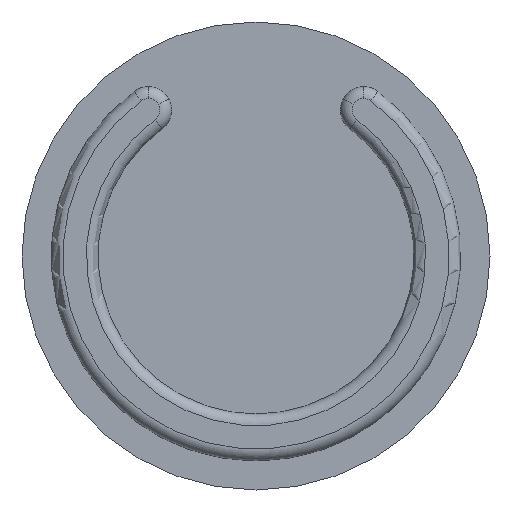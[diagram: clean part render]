
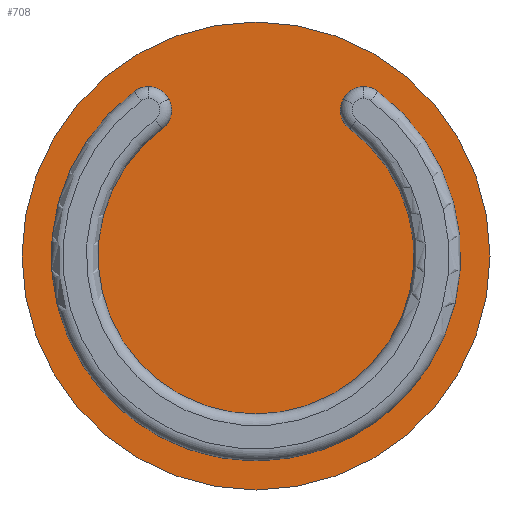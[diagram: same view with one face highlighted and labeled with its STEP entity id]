
A CAD part, front view. The second image highlights one B-rep face of the part: STEP entity #708.
In plain terms, the highlighted planar face has unit normal (0, -1, 0).
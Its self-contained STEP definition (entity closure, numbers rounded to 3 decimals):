
#3 = ORIENTED_EDGE ( 'NONE', *, *, #31, .T. ) ;
#22 = DIRECTION ( 'NONE',  ( 0., -1., 0. ) ) ;
#31 = EDGE_CURVE ( 'NONE', #85, #538, #269, .T. ) ;
#44 = DIRECTION ( 'NONE',  ( 0., 0., 1. ) ) ;
#45 = ORIENTED_EDGE ( 'NONE', *, *, #617, .T. ) ;
#46 = DIRECTION ( 'NONE',  ( 0., 0., -1. ) ) ;
#53 = DIRECTION ( 'NONE',  ( 0., 0., 1. ) ) ;
#58 = VERTEX_POINT ( 'NONE', #506 ) ;
#78 = DIRECTION ( 'NONE',  ( 0., -1., 0. ) ) ;
#79 = ORIENTED_EDGE ( 'NONE', *, *, #666, .F. ) ;
#85 = VERTEX_POINT ( 'NONE', #142 ) ;
#98 = CARTESIAN_POINT ( 'NONE',  ( 3.73, 13., 6.719 ) ) ;
#101 = AXIS2_PLACEMENT_3D ( 'NONE', #275, #742, #621 ) ;
#108 = DIRECTION ( 'NONE',  ( 0., -1., 0. ) ) ;
#115 = EDGE_CURVE ( 'NONE', #58, #249, #531, .T. ) ;
#117 = CARTESIAN_POINT ( 'NONE',  ( 5.199, 13., 7.038 ) ) ;
#137 = CARTESIAN_POINT ( 'NONE',  ( -4.605, 13., 6.234 ) ) ;
#141 = VERTEX_POINT ( 'NONE', #485 ) ;
#142 = CARTESIAN_POINT ( 'NONE',  ( 0., 13., -6.75 ) ) ;
#160 = EDGE_LOOP ( 'NONE', ( #520, #400 ) ) ;
#178 = CIRCLE ( 'NONE', #273, 1. ) ;
#186 = CIRCLE ( 'NONE', #288, 1. ) ;
#225 = CARTESIAN_POINT ( 'NONE',  ( -8.75, 13., 0. ) ) ;
#230 = VERTEX_POINT ( 'NONE', #447 ) ;
#238 = CIRCLE ( 'NONE', #411, 1. ) ;
#240 = ORIENTED_EDGE ( 'NONE', *, *, #579, .T. ) ;
#248 = CIRCLE ( 'NONE', #593, 8.75 ) ;
#249 = VERTEX_POINT ( 'NONE', #663 ) ;
#269 = CIRCLE ( 'NONE', #305, 6.75 ) ;
#273 = AXIS2_PLACEMENT_3D ( 'NONE', #137, #537, #644 ) ;
#275 = CARTESIAN_POINT ( 'NONE',  ( 0., 13., 0. ) ) ;
#277 = FACE_OUTER_BOUND ( 'NONE', #160, .T. ) ;
#284 = EDGE_CURVE ( 'NONE', #141, #552, #409, .T. ) ;
#285 = DIRECTION ( 'NONE',  ( 0., 0., 1. ) ) ;
#288 = AXIS2_PLACEMENT_3D ( 'NONE', #670, #383, #44 ) ;
#292 = VERTEX_POINT ( 'NONE', #117 ) ;
#305 = AXIS2_PLACEMENT_3D ( 'NONE', #677, #108, #446 ) ;
#322 = CARTESIAN_POINT ( 'NONE',  ( 4.01, 13., 5.429 ) ) ;
#328 = CARTESIAN_POINT ( 'NONE',  ( 0., 13., 0. ) ) ;
#340 = EDGE_CURVE ( 'NONE', #623, #230, #394, .T. ) ;
#345 = CARTESIAN_POINT ( 'NONE',  ( -4.605, 13., 6.234 ) ) ;
#348 = CIRCLE ( 'NONE', #380, 6.75 ) ;
#365 = EDGE_CURVE ( 'NONE', #249, #58, #458, .T. ) ;
#373 = CARTESIAN_POINT ( 'NONE',  ( 0., 13., 0. ) ) ;
#380 = AXIS2_PLACEMENT_3D ( 'NONE', #549, #721, #494 ) ;
#383 = DIRECTION ( 'NONE',  ( 0., 1., 0. ) ) ;
#384 = DIRECTION ( 'NONE',  ( 0., 1., 0. ) ) ;
#386 = DIRECTION ( 'NONE',  ( 0., 1., 0. ) ) ;
#394 = CIRCLE ( 'NONE', #101, 8.75 ) ;
#400 = ORIENTED_EDGE ( 'NONE', *, *, #115, .T. ) ;
#405 = CARTESIAN_POINT ( 'NONE',  ( 0., 13., 0. ) ) ;
#409 = CIRCLE ( 'NONE', #675, 1. ) ;
#411 = AXIS2_PLACEMENT_3D ( 'NONE', #611, #384, #653 ) ;
#414 = ORIENTED_EDGE ( 'NONE', *, *, #284, .T. ) ;
#424 = EDGE_LOOP ( 'NONE', ( #240, #414, #702, #3, #45, #578, #79, #703 ) ) ;
#446 = DIRECTION ( 'NONE',  ( 0., 0., -1. ) ) ;
#447 = CARTESIAN_POINT ( 'NONE',  ( 0., 13., -8.75 ) ) ;
#456 = AXIS2_PLACEMENT_3D ( 'NONE', #373, #22, #474 ) ;
#458 = CIRCLE ( 'NONE', #687, 10. ) ;
#474 = DIRECTION ( 'NONE',  ( 0., 0., -1. ) ) ;
#481 = VERTEX_POINT ( 'NONE', #98 ) ;
#485 = CARTESIAN_POINT ( 'NONE',  ( -3.73, 13., 6.719 ) ) ;
#487 = DIRECTION ( 'NONE',  ( 0., 0., -1. ) ) ;
#494 = DIRECTION ( 'NONE',  ( 0., 0., -1. ) ) ;
#506 = CARTESIAN_POINT ( 'NONE',  ( 0., 13., 10. ) ) ;
#509 = FACE_BOUND ( 'NONE', #424, .T. ) ;
#510 = EDGE_CURVE ( 'NONE', #481, #292, #186, .T. ) ;
#518 = DIRECTION ( 'NONE',  ( 0., 1., 0. ) ) ;
#520 = ORIENTED_EDGE ( 'NONE', *, *, #365, .T. ) ;
#523 = AXIS2_PLACEMENT_3D ( 'NONE', #225, #518, #53 ) ;
#531 = CIRCLE ( 'NONE', #456, 10. ) ;
#533 = EDGE_CURVE ( 'NONE', #552, #85, #348, .T. ) ;
#537 = DIRECTION ( 'NONE',  ( 0., 1., 0. ) ) ;
#538 = VERTEX_POINT ( 'NONE', #322 ) ;
#549 = CARTESIAN_POINT ( 'NONE',  ( 0., 13., 0. ) ) ;
#552 = VERTEX_POINT ( 'NONE', #660 ) ;
#578 = ORIENTED_EDGE ( 'NONE', *, *, #510, .T. ) ;
#579 = EDGE_CURVE ( 'NONE', #623, #141, #178, .T. ) ;
#593 = AXIS2_PLACEMENT_3D ( 'NONE', #328, #78, #487 ) ;
#611 = CARTESIAN_POINT ( 'NONE',  ( 4.605, 13., 6.234 ) ) ;
#617 = EDGE_CURVE ( 'NONE', #538, #481, #238, .T. ) ;
#621 = DIRECTION ( 'NONE',  ( 0., 0., -1. ) ) ;
#623 = VERTEX_POINT ( 'NONE', #656 ) ;
#644 = DIRECTION ( 'NONE',  ( 0., 0., 1. ) ) ;
#653 = DIRECTION ( 'NONE',  ( 0., 0., 1. ) ) ;
#656 = CARTESIAN_POINT ( 'NONE',  ( -5.199, 13., 7.038 ) ) ;
#660 = CARTESIAN_POINT ( 'NONE',  ( -4.01, 13., 5.429 ) ) ;
#663 = CARTESIAN_POINT ( 'NONE',  ( 0., 13., -10. ) ) ;
#666 = EDGE_CURVE ( 'NONE', #230, #292, #248, .T. ) ;
#669 = DIRECTION ( 'NONE',  ( 0., -1., 0. ) ) ;
#670 = CARTESIAN_POINT ( 'NONE',  ( 4.605, 13., 6.234 ) ) ;
#675 = AXIS2_PLACEMENT_3D ( 'NONE', #345, #386, #285 ) ;
#677 = CARTESIAN_POINT ( 'NONE',  ( 0., 13., 0. ) ) ;
#687 = AXIS2_PLACEMENT_3D ( 'NONE', #405, #669, #46 ) ;
#702 = ORIENTED_EDGE ( 'NONE', *, *, #533, .T. ) ;
#703 = ORIENTED_EDGE ( 'NONE', *, *, #340, .F. ) ;
#708 = ADVANCED_FACE ( 'NONE', ( #509, #277 ), #736, .F. ) ;
#721 = DIRECTION ( 'NONE',  ( 0., -1., 0. ) ) ;
#736 = PLANE ( 'NONE',  #523 ) ;
#742 = DIRECTION ( 'NONE',  ( 0., -1., 0. ) ) ;
